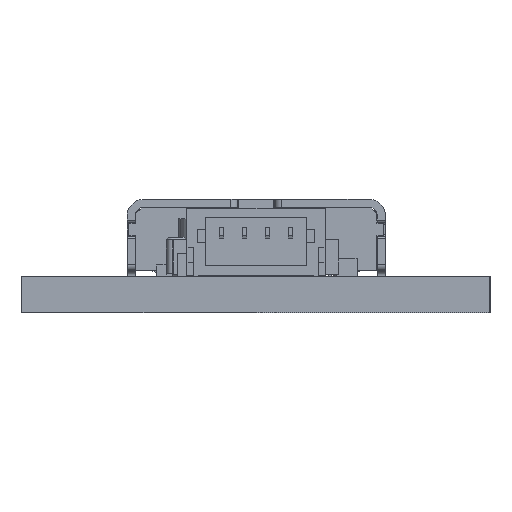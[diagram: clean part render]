
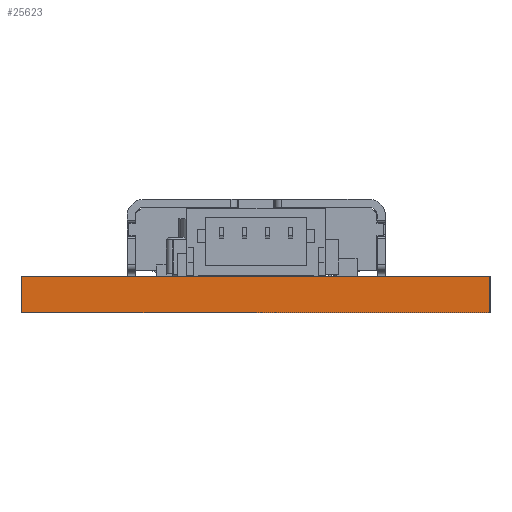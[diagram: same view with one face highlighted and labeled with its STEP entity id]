
A CAD part, left-side view. The second image highlights one B-rep face of the part: STEP entity #25623.
In plain terms, the highlighted planar face has unit normal (-1, 0, 0).
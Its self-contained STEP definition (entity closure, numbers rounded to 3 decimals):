
#519=PLANE('',#27352);
#1486=FACE_OUTER_BOUND('',#2865,.T.);
#2865=EDGE_LOOP('',(#17569,#17570,#17571,#17572));
#4538=LINE('',#37613,#7289);
#4539=LINE('',#37616,#7290);
#4540=LINE('',#37618,#7291);
#4541=LINE('',#37619,#7292);
#7289=VECTOR('',#30207,10.);
#7290=VECTOR('',#30210,10.);
#7291=VECTOR('',#30211,10.);
#7292=VECTOR('',#30212,10.);
#11109=VERTEX_POINT('',#37607);
#11111=VERTEX_POINT('',#37611);
#11112=VERTEX_POINT('',#37615);
#11113=VERTEX_POINT('',#37617);
#13681=EDGE_CURVE('',#11109,#11111,#4538,.T.);
#13682=EDGE_CURVE('',#11109,#11112,#4539,.T.);
#13683=EDGE_CURVE('',#11113,#11111,#4540,.T.);
#13684=EDGE_CURVE('',#11112,#11113,#4541,.T.);
#17569=ORIENTED_EDGE('',*,*,#13682,.F.);
#17570=ORIENTED_EDGE('',*,*,#13681,.T.);
#17571=ORIENTED_EDGE('',*,*,#13683,.F.);
#17572=ORIENTED_EDGE('',*,*,#13684,.F.);
#25623=ADVANCED_FACE('',(#1486),#519,.T.);
#27352=AXIS2_PLACEMENT_3D('',#37614,#30208,#30209);
#30207=DIRECTION('',(0.,0.,1.));
#30208=DIRECTION('center_axis',(-1.,0.,0.));
#30209=DIRECTION('ref_axis',(0.,-1.,0.));
#30210=DIRECTION('',(0.,1.,0.));
#30211=DIRECTION('',(0.,-1.,0.));
#30212=DIRECTION('',(0.,0.,1.));
#37607=CARTESIAN_POINT('',(0.,-1.27,0.));
#37611=CARTESIAN_POINT('',(0.,-1.27,1.57));
#37613=CARTESIAN_POINT('',(0.,-1.27,0.));
#37614=CARTESIAN_POINT('Origin',(0.,19.05,0.));
#37615=CARTESIAN_POINT('',(0.,19.05,0.));
#37616=CARTESIAN_POINT('',(0.,-1.27,0.));
#37617=CARTESIAN_POINT('',(0.,19.05,1.57));
#37618=CARTESIAN_POINT('',(0.,-1.27,1.57));
#37619=CARTESIAN_POINT('',(0.,19.05,0.));
